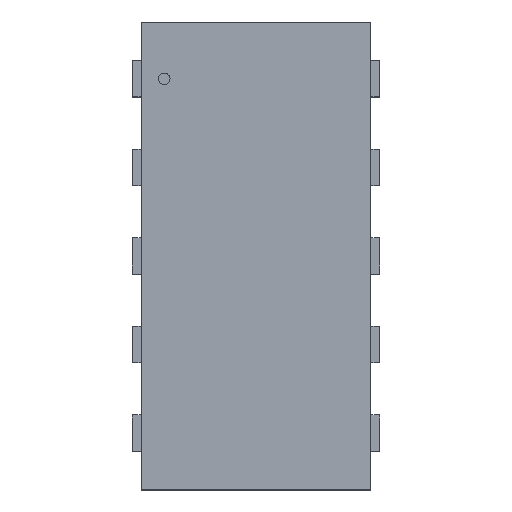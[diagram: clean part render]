
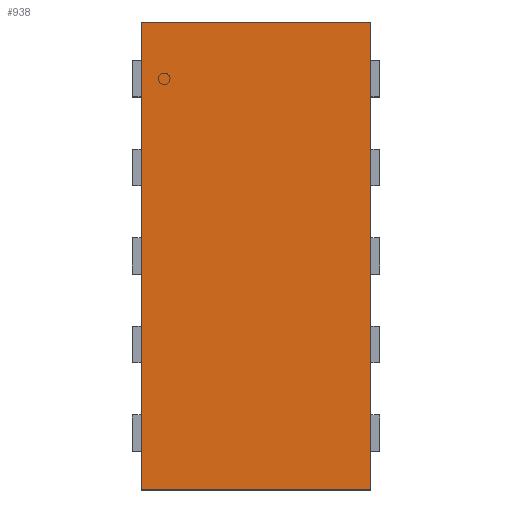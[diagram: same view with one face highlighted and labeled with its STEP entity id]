
A CAD part, top view. The second image highlights one B-rep face of the part: STEP entity #938.
In plain terms, the highlighted planar face has unit normal (0, 0, 1).
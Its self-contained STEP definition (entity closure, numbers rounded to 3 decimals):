
#91 = DIRECTION ( 'NONE',  ( 1., 0., 0. ) ) ;
#128 = CARTESIAN_POINT ( 'NONE',  ( 0.648, 1.321, 0.508 ) ) ;
#152 = DIRECTION ( 'NONE',  ( 0., -1., 0. ) ) ;
#176 = VERTEX_POINT ( 'NONE', #1705 ) ;
#291 = LINE ( 'NONE', #2238, #2493 ) ;
#448 = CARTESIAN_POINT ( 'NONE',  ( -0.648, 1.321, 0.508 ) ) ;
#544 = EDGE_CURVE ( 'NONE', #763, #176, #291, .T. ) ;
#609 = CARTESIAN_POINT ( 'NONE',  ( -0.648, -1.321, 0.508 ) ) ;
#763 = VERTEX_POINT ( 'NONE', #2962 ) ;
#938 = ADVANCED_FACE ( 'NONE', ( #2534 ), #3354, .T. ) ;
#1014 = EDGE_CURVE ( 'NONE', #1479, #763, #1604, .T. ) ;
#1104 = LINE ( 'NONE', #448, #1802 ) ;
#1349 = CARTESIAN_POINT ( 'NONE',  ( -0.648, -1.321, 0.508 ) ) ;
#1479 = VERTEX_POINT ( 'NONE', #2913 ) ;
#1604 = LINE ( 'NONE', #128, #2295 ) ;
#1649 = DIRECTION ( 'NONE',  ( 0., 1., 0. ) ) ;
#1705 = CARTESIAN_POINT ( 'NONE',  ( 0.648, -1.321, 0.508 ) ) ;
#1802 = VECTOR ( 'NONE', #1649, 1000. ) ;
#1839 = AXIS2_PLACEMENT_3D ( 'NONE', #3677, #1872, #91 ) ;
#1872 = DIRECTION ( 'NONE',  ( 0., 0., 1. ) ) ;
#2238 = CARTESIAN_POINT ( 'NONE',  ( 0.648, -1.321, 0.508 ) ) ;
#2287 = ORIENTED_EDGE ( 'NONE', *, *, #1014, .F. ) ;
#2295 = VECTOR ( 'NONE', #3713, 1000. ) ;
#2305 = ORIENTED_EDGE ( 'NONE', *, *, #544, .F. ) ;
#2493 = VECTOR ( 'NONE', #152, 1000. ) ;
#2534 = FACE_OUTER_BOUND ( 'NONE', #3211, .T. ) ;
#2566 = VECTOR ( 'NONE', #3285, 1000. ) ;
#2612 = EDGE_CURVE ( 'NONE', #176, #2737, #2647, .T. ) ;
#2647 = LINE ( 'NONE', #609, #2566 ) ;
#2737 = VERTEX_POINT ( 'NONE', #1349 ) ;
#2913 = CARTESIAN_POINT ( 'NONE',  ( -0.648, 1.321, 0.508 ) ) ;
#2962 = CARTESIAN_POINT ( 'NONE',  ( 0.648, 1.321, 0.508 ) ) ;
#3201 = ORIENTED_EDGE ( 'NONE', *, *, #2612, .F. ) ;
#3211 = EDGE_LOOP ( 'NONE', ( #2287, #3762, #3201, #2305 ) ) ;
#3281 = EDGE_CURVE ( 'NONE', #2737, #1479, #1104, .T. ) ;
#3285 = DIRECTION ( 'NONE',  ( -1., 0., 0. ) ) ;
#3354 = PLANE ( 'NONE',  #1839 ) ;
#3677 = CARTESIAN_POINT ( 'NONE',  ( -0.648, -1.321, 0.508 ) ) ;
#3713 = DIRECTION ( 'NONE',  ( 1., 0., 0. ) ) ;
#3762 = ORIENTED_EDGE ( 'NONE', *, *, #3281, .F. ) ;
